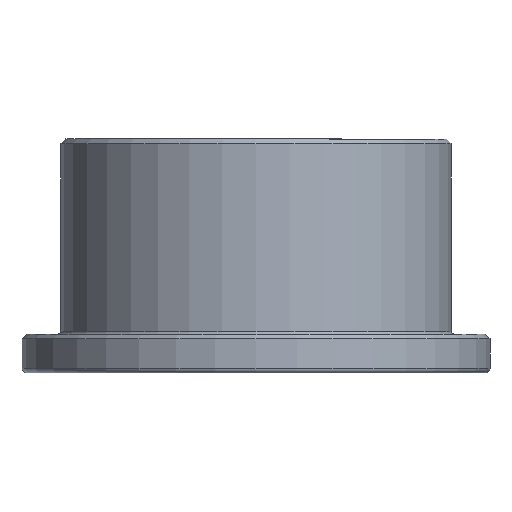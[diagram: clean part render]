
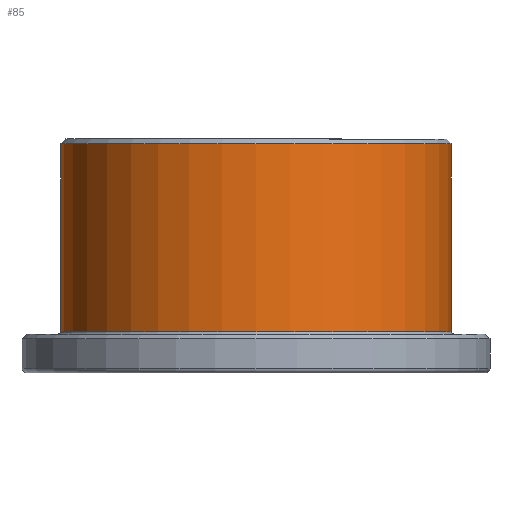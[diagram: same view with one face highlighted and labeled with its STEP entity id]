
A CAD part, left-side view. The second image highlights one B-rep face of the part: STEP entity #85.
In plain terms, the highlighted cylindrical face has radius 15.888 mm (diameter 31.775 mm), a partial arc.
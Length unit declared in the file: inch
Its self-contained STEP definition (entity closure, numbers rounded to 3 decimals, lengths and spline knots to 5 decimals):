
#12 = ORIENTED_EDGE ( 'NONE', *, *, #292, .T. ) ;
#16 = DIRECTION ( 'NONE',  ( 0., -1., 0. ) ) ;
#58 = CARTESIAN_POINT ( 'NONE',  ( 0., 0.6255, 0.35938 ) ) ;
#67 = CARTESIAN_POINT ( 'NONE',  ( 0., -0.6255, 0.35937 ) ) ;
#72 = CARTESIAN_POINT ( 'NONE',  ( 0., 0.6255, -0.375 ) ) ;
#85 = ADVANCED_FACE ( 'NONE', ( #403 ), #116, .T. ) ;
#116 = CYLINDRICAL_SURFACE ( 'NONE', #144, 0.6255 ) ;
#120 = DIRECTION ( 'NONE',  ( 0., 0., 1. ) ) ;
#142 = DIRECTION ( 'NONE',  ( 0., 0., -1. ) ) ;
#144 = AXIS2_PLACEMENT_3D ( 'NONE', #416, #142, #324 ) ;
#154 = CARTESIAN_POINT ( 'NONE',  ( 0., 0., 0.35937 ) ) ;
#162 = EDGE_CURVE ( 'NONE', #196, #494, #502, .T. ) ;
#174 = VERTEX_POINT ( 'NONE', #58 ) ;
#191 = LINE ( 'NONE', #72, #567 ) ;
#196 = VERTEX_POINT ( 'NONE', #67 ) ;
#232 = CARTESIAN_POINT ( 'NONE',  ( 0., -0.6255, -0.375 ) ) ;
#242 = DIRECTION ( 'NONE',  ( 0., 0., -1. ) ) ;
#270 = DIRECTION ( 'NONE',  ( 0., 0., -1. ) ) ;
#288 = VECTOR ( 'NONE', #270, 39.37008 ) ;
#292 = EDGE_CURVE ( 'NONE', #196, #174, #520, .T. ) ;
#324 = DIRECTION ( 'NONE',  ( 0., 1., 0. ) ) ;
#325 = ORIENTED_EDGE ( 'NONE', *, *, #546, .T. ) ;
#338 = CARTESIAN_POINT ( 'NONE',  ( 0., 0.6255, -0.24219 ) ) ;
#355 = AXIS2_PLACEMENT_3D ( 'NONE', #394, #120, #532 ) ;
#378 = DIRECTION ( 'NONE',  ( 0., 0., -1. ) ) ;
#394 = CARTESIAN_POINT ( 'NONE',  ( 0., 0., -0.24219 ) ) ;
#403 = FACE_OUTER_BOUND ( 'NONE', #460, .T. ) ;
#416 = CARTESIAN_POINT ( 'NONE',  ( 0., 0., -0.375 ) ) ;
#425 = CARTESIAN_POINT ( 'NONE',  ( 0., -0.6255, -0.24219 ) ) ;
#449 = AXIS2_PLACEMENT_3D ( 'NONE', #154, #242, #16 ) ;
#460 = EDGE_LOOP ( 'NONE', ( #575, #12, #325, #473 ) ) ;
#463 = EDGE_CURVE ( 'NONE', #584, #494, #493, .T. ) ;
#473 = ORIENTED_EDGE ( 'NONE', *, *, #463, .T. ) ;
#493 = CIRCLE ( 'NONE', #355, 0.6255 ) ;
#494 = VERTEX_POINT ( 'NONE', #425 ) ;
#502 = LINE ( 'NONE', #232, #288 ) ;
#520 = CIRCLE ( 'NONE', #449, 0.6255 ) ;
#532 = DIRECTION ( 'NONE',  ( 0., -1., 0. ) ) ;
#546 = EDGE_CURVE ( 'NONE', #174, #584, #191, .T. ) ;
#567 = VECTOR ( 'NONE', #378, 39.37008 ) ;
#575 = ORIENTED_EDGE ( 'NONE', *, *, #162, .F. ) ;
#584 = VERTEX_POINT ( 'NONE', #338 ) ;
